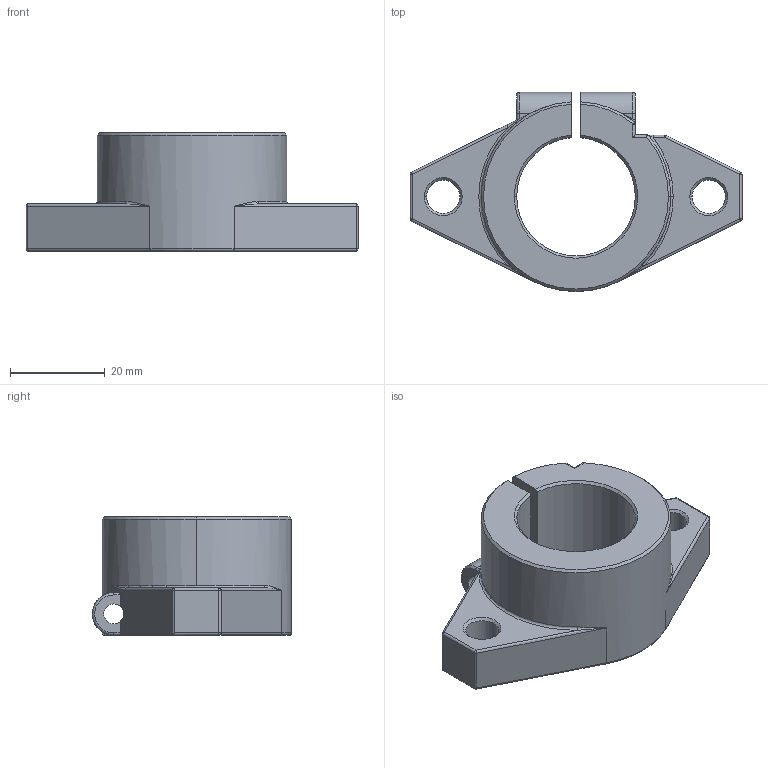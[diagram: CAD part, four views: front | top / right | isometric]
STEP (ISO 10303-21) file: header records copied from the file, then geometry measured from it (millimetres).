
FILE_DESCRIPTION (( 'STEP AP203' ), '1' );
FILE_NAME ('Shaft support SHF25.STEP', '2016-06-16T14:55:31', ( 'User' ), ( '' ), 'SwSTEP 2.0', 'SolidWorks 2015', '' );
FILE_SCHEMA (( 'CONFIG_CONTROL_DESIGN' ));
Length unit declared in the file: millimetre
Products named in the file (1): Shaft support SHF25
Bounding box: 70 x 42 x 25 mm (x, y, z)
Volume: 24145.9 mm3; surface area: 9194.5 mm2
Topology: 1 solids, 1 shells, 105 faces, 263 edges, 153 vertices
Faces by surface type: cylinder 43, cone 20, plane 19, torus 8, bspline 8, sphere 7
Entity records: 3386 total; most frequent: CARTESIAN_POINT 888, DIRECTION 515, ORIENTED_EDGE 514, EDGE_CURVE 257, AXIS2_PLACEMENT_3D 205, VERTEX_POINT 153, EDGE_LOOP 112, CIRCLE 107
